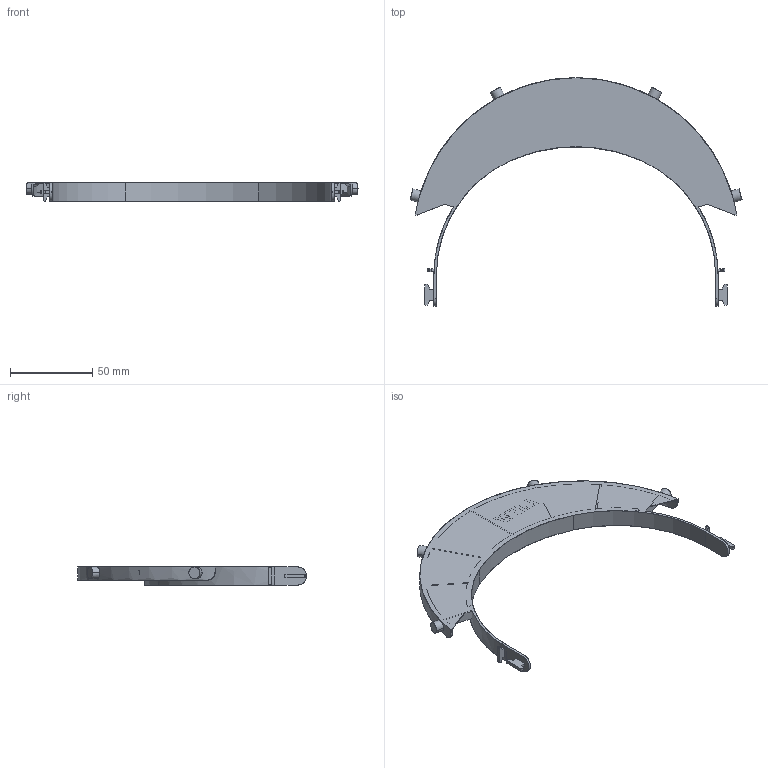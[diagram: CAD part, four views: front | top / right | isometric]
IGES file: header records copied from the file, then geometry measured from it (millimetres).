
Start section: SolidWorks IGES file using analytic representation for surfaces
Global section: file name: top closed design mask suit punch.IGS; native system: SolidWorks 2016; preprocessor: SolidWorks 2016; author: Work; date: 200505.221126; units: millimetre
Bounding box: 202.18 x 139.2 x 11 mm (x, y, z)
Surface area: 29493 mm2 (no closed solid volume)
Topology: 0 solids, 0 shells, 215 faces, 2291 edges, 2287 vertices
Faces by surface type: bspline 177, revolution 38
